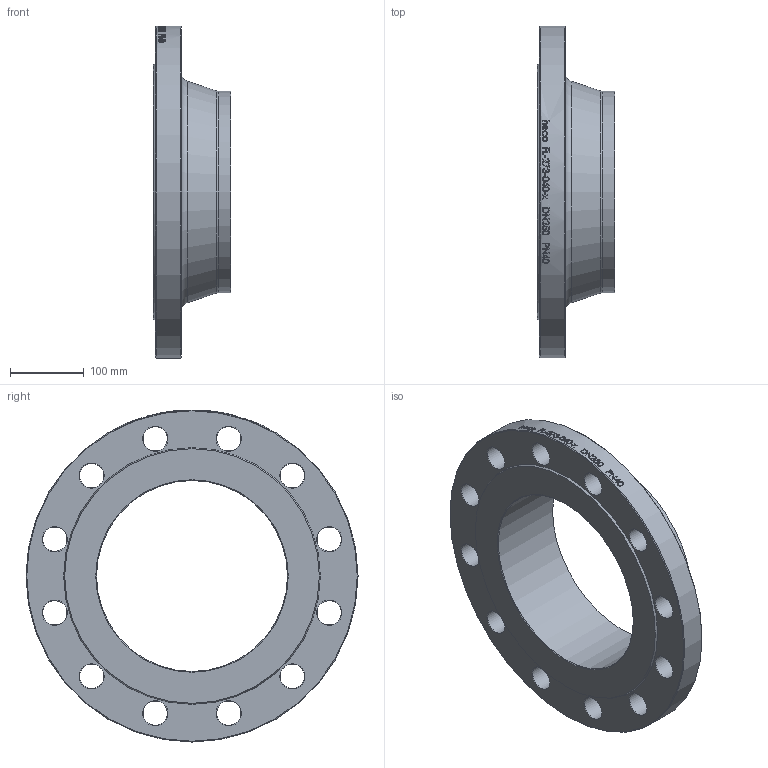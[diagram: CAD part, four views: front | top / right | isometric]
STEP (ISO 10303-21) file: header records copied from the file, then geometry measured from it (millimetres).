
FILE_DESCRIPTION (( 'STEP AP214' ), '1' );
FILE_NAME ('FL-273-040-x Vorschweissflansch PN40 DN250 iso DIN2635 2009.STEP', '2020-09-28T10:20:45', ( '' ), ( '' ), 'SwSTEP 2.0', 'SolidWorks 2019', '' );
FILE_SCHEMA (( 'AUTOMOTIVE_DESIGN' ));
Length unit declared in the file: millimetre
Products named in the file (1): FL-273-040-x Vorschweissflansch PN40 DN250 iso DIN2635 2009
Bounding box: 105 x 450 x 450 mm (x, y, z)
Volume: 4260113.9 mm3; surface area: 415222.7 mm2
Topology: 1 solids, 1 shells, 85 faces, 380 edges, 334 vertices
Faces by surface type: cylinder 50, cone 29, plane 4, torus 2
Full cylindrical faces by diameter (mm): 33 x12, 258.8 x1, 273 x1, 450 x1
Entity records: 9559 total; most frequent: CARTESIAN_POINT 6358, ORIENTED_EDGE 640, DIRECTION 471, EDGE_CURVE 320, VERTEX_POINT 320, AXIS2_PLACEMENT_3D 212, EDGE_LOOP 194, B_SPLINE_CURVE_WITH_KNOTS 147
